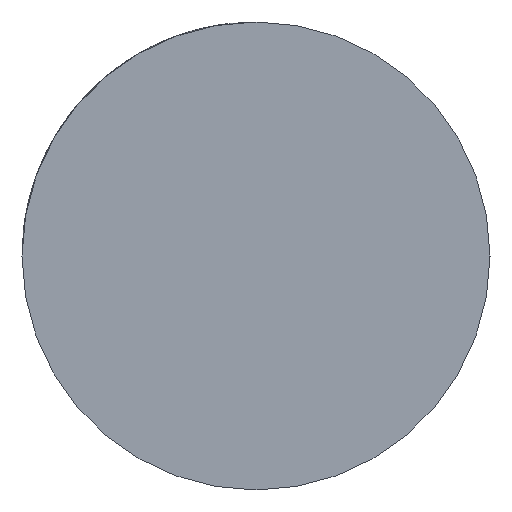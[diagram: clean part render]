
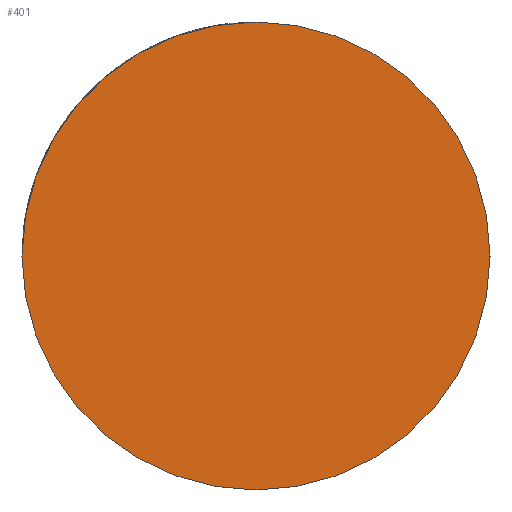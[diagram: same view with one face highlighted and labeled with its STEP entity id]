
A CAD part, left-side view. The second image highlights one B-rep face of the part: STEP entity #401.
In plain terms, the highlighted planar face has unit normal (-1, 0, 0).
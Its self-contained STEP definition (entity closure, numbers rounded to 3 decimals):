
#19 = DIRECTION ( 'NONE',  ( 0., -1., 0. ) ) ;
#24 = DIRECTION ( 'NONE',  ( 0., -1., 0. ) ) ;
#38 = DIRECTION ( 'NONE',  ( 0., -1., 0. ) ) ;
#61 = DIRECTION ( 'NONE',  ( 1., 0., 0. ) ) ;
#62 = VERTEX_POINT ( 'NONE', #642 ) ;
#65 = CARTESIAN_POINT ( 'NONE',  ( 5., 199.46, 27.5 ) ) ;
#76 = FACE_OUTER_BOUND ( 'NONE', #115, .T. ) ;
#86 = AXIS2_PLACEMENT_3D ( 'NONE', #126, #322, #24 ) ;
#115 = EDGE_LOOP ( 'NONE', ( #143, #400 ) ) ;
#126 = CARTESIAN_POINT ( 'NONE',  ( 5., 199.46, 27.5 ) ) ;
#143 = ORIENTED_EDGE ( 'NONE', *, *, #342, .F. ) ;
#270 = PLANE ( 'NONE',  #86 ) ;
#322 = DIRECTION ( 'NONE',  ( -1., 0., 0. ) ) ;
#342 = EDGE_CURVE ( 'NONE', #62, #411, #489, .T. ) ;
#378 = CARTESIAN_POINT ( 'NONE',  ( 5., 201.86, 27.5 ) ) ;
#387 = AXIS2_PLACEMENT_3D ( 'NONE', #494, #643, #38 ) ;
#400 = ORIENTED_EDGE ( 'NONE', *, *, #481, .F. ) ;
#401 = ADVANCED_FACE ( 'NONE', ( #76 ), #270, .T. ) ;
#411 = VERTEX_POINT ( 'NONE', #378 ) ;
#461 = CIRCLE ( 'NONE', #387, 2.4 ) ;
#481 = EDGE_CURVE ( 'NONE', #411, #62, #461, .T. ) ;
#489 = CIRCLE ( 'NONE', #663, 2.4 ) ;
#494 = CARTESIAN_POINT ( 'NONE',  ( 5., 199.46, 27.5 ) ) ;
#642 = CARTESIAN_POINT ( 'NONE',  ( 5., 197.06, 27.5 ) ) ;
#643 = DIRECTION ( 'NONE',  ( 1., 0., 0. ) ) ;
#663 = AXIS2_PLACEMENT_3D ( 'NONE', #65, #61, #19 ) ;
